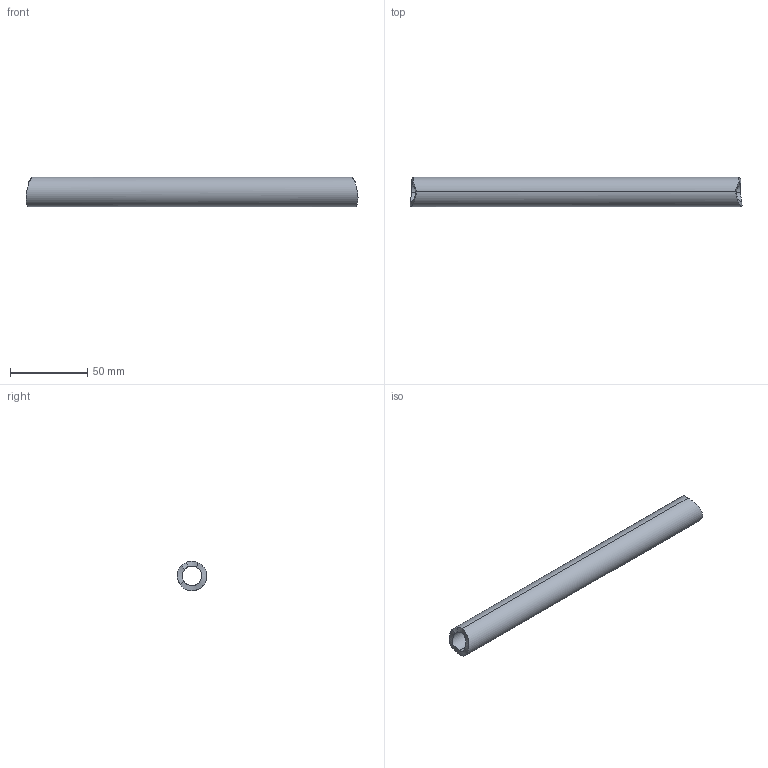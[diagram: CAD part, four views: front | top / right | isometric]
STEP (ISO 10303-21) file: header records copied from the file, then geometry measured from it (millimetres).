
FILE_DESCRIPTION (( 'STEP AP214' ), '1' );
FILE_NAME ('Member 7.STEP', '2025-02-27T19:58:19', ( '' ), ( '' ), 'SwSTEP 2.0', 'SolidWorks 2022', '' );
FILE_SCHEMA (( 'AUTOMOTIVE_DESIGN' ));
Length unit declared in the file: millimetre
Products named in the file (1): Member 7
Bounding box: 215.1 x 19.05 x 19.05 mm (x, y, z)
Volume: 33542.7 mm3; surface area: 21447.9 mm2
Topology: 1 solids, 1 shells, 22 faces, 64 edges, 42 vertices
Faces by surface type: cylinder 8, torus 8, bspline 6
Entity records: 1755 total; most frequent: CARTESIAN_POINT 1261, ORIENTED_EDGE 128, EDGE_CURVE 64, B_SPLINE_CURVE_WITH_KNOTS 55, DIRECTION 44, VERTEX_POINT 42, ADVANCED_FACE 22, EDGE_LOOP 22
